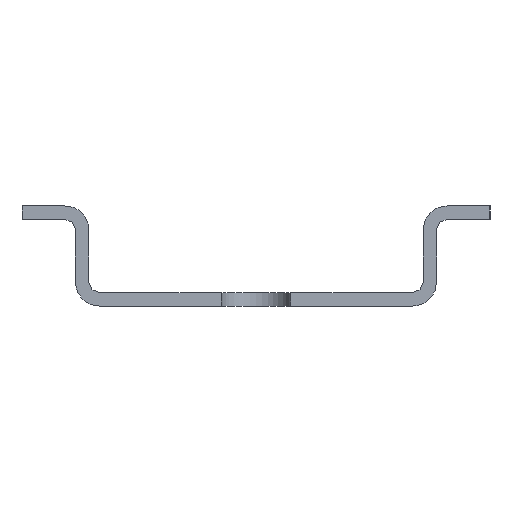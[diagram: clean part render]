
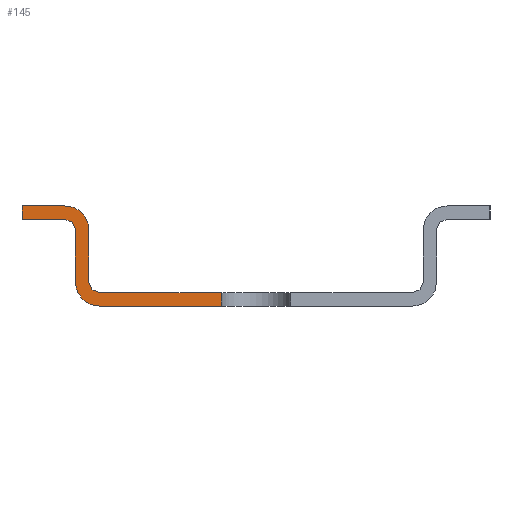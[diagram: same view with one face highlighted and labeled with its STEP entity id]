
A CAD part, left-side view. The second image highlights one B-rep face of the part: STEP entity #145.
In plain terms, the highlighted planar face has unit normal (-1, 0, 0).
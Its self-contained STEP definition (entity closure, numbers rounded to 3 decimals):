
#35=AXIS2_PLACEMENT_3D('Plane Axis2P3D',#32,#33,#34) ;
#32=CARTESIAN_POINT('Axis2P3D Location',(0.,4.,0.)) ;
#37=CARTESIAN_POINT('Line Origine',(0.,20.1,3.75)) ;
#41=CARTESIAN_POINT('Vertex',(0.,20.1,1.)) ;
#43=CARTESIAN_POINT('Vertex',(0.,20.1,0.)) ;
#46=CARTESIAN_POINT('Line Origine',(0.,17.5,1.)) ;
#50=CARTESIAN_POINT('Vertex',(0.,29.2,1.)) ;
#54=CARTESIAN_POINT('Control Point',(0.,29.2,1.)) ;
#55=CARTESIAN_POINT('Control Point',(0.,29.514,1.)) ;
#56=CARTESIAN_POINT('Control Point',(0.,29.832,1.168)) ;
#57=CARTESIAN_POINT('Control Point',(0.,30.,1.486)) ;
#58=CARTESIAN_POINT('Control Point',(0.,30.,1.8)) ;
#59=CARTESIAN_POINT('Vertex',(0.,30.,1.8)) ;
#62=CARTESIAN_POINT('Line Origine',(0.,30.,3.75)) ;
#66=CARTESIAN_POINT('Vertex',(0.,30.,5.7)) ;
#70=CARTESIAN_POINT('Control Point',(0.,31.8,7.5)) ;
#71=CARTESIAN_POINT('Control Point',(0.,31.235,7.5)) ;
#72=CARTESIAN_POINT('Control Point',(0.,30.668,7.279)) ;
#73=CARTESIAN_POINT('Control Point',(0.,30.221,6.832)) ;
#74=CARTESIAN_POINT('Control Point',(0.,30.,6.265)) ;
#75=CARTESIAN_POINT('Control Point',(0.,30.,5.7)) ;
#76=CARTESIAN_POINT('Vertex',(0.,31.8,7.5)) ;
#79=CARTESIAN_POINT('Line Origine',(0.,17.5,7.5)) ;
#83=CARTESIAN_POINT('Vertex',(0.,35.,7.5)) ;
#86=CARTESIAN_POINT('Line Origine',(0.,35.,3.75)) ;
#90=CARTESIAN_POINT('Vertex',(0.,35.,6.5)) ;
#93=CARTESIAN_POINT('Line Origine',(0.,17.5,6.5)) ;
#97=CARTESIAN_POINT('Vertex',(0.,31.8,6.5)) ;
#101=CARTESIAN_POINT('Control Point',(0.,31.8,6.5)) ;
#102=CARTESIAN_POINT('Control Point',(0.,31.486,6.5)) ;
#103=CARTESIAN_POINT('Control Point',(0.,31.168,6.332)) ;
#104=CARTESIAN_POINT('Control Point',(0.,31.,6.014)) ;
#105=CARTESIAN_POINT('Control Point',(0.,31.,5.7)) ;
#106=CARTESIAN_POINT('Vertex',(0.,31.,5.7)) ;
#109=CARTESIAN_POINT('Line Origine',(0.,31.,3.75)) ;
#113=CARTESIAN_POINT('Vertex',(0.,31.,1.8)) ;
#117=CARTESIAN_POINT('Control Point',(0.,29.2,0.)) ;
#118=CARTESIAN_POINT('Control Point',(0.,29.765,0.)) ;
#119=CARTESIAN_POINT('Control Point',(0.,30.332,0.221)) ;
#120=CARTESIAN_POINT('Control Point',(0.,30.779,0.668)) ;
#121=CARTESIAN_POINT('Control Point',(0.,31.,1.235)) ;
#122=CARTESIAN_POINT('Control Point',(0.,31.,1.8)) ;
#123=CARTESIAN_POINT('Vertex',(0.,29.2,0.)) ;
#126=CARTESIAN_POINT('Line Origine',(0.,17.5,0.)) ;
#33=DIRECTION('Axis2P3D Direction',(1.,0.,0.)) ;
#34=DIRECTION('Axis2P3D XDirection',(0.,1.,0.)) ;
#38=DIRECTION('Vector Direction',(0.,0.,1.)) ;
#47=DIRECTION('Vector Direction',(0.,1.,0.)) ;
#63=DIRECTION('Vector Direction',(0.,0.,1.)) ;
#80=DIRECTION('Vector Direction',(0.,1.,0.)) ;
#87=DIRECTION('Vector Direction',(0.,0.,1.)) ;
#94=DIRECTION('Vector Direction',(0.,1.,0.)) ;
#110=DIRECTION('Vector Direction',(0.,0.,1.)) ;
#127=DIRECTION('Vector Direction',(0.,1.,0.)) ;
#39=VECTOR('Line Direction',#38,1.) ;
#48=VECTOR('Line Direction',#47,1.) ;
#64=VECTOR('Line Direction',#63,1.) ;
#81=VECTOR('Line Direction',#80,1.) ;
#88=VECTOR('Line Direction',#87,1.) ;
#95=VECTOR('Line Direction',#94,1.) ;
#111=VECTOR('Line Direction',#110,1.) ;
#128=VECTOR('Line Direction',#127,1.) ;
#132=ORIENTED_EDGE('',*,*,#45,.F.) ;
#133=ORIENTED_EDGE('',*,*,#52,.T.) ;
#134=ORIENTED_EDGE('',*,*,#61,.T.) ;
#135=ORIENTED_EDGE('',*,*,#68,.F.) ;
#136=ORIENTED_EDGE('',*,*,#78,.F.) ;
#137=ORIENTED_EDGE('',*,*,#85,.T.) ;
#138=ORIENTED_EDGE('',*,*,#92,.F.) ;
#139=ORIENTED_EDGE('',*,*,#99,.T.) ;
#140=ORIENTED_EDGE('',*,*,#108,.T.) ;
#141=ORIENTED_EDGE('',*,*,#115,.F.) ;
#142=ORIENTED_EDGE('',*,*,#125,.F.) ;
#143=ORIENTED_EDGE('',*,*,#130,.F.) ;
#145=ADVANCED_FACE('K\X2\00F6\X0\rper.3',(#144),#36,.F.) ;
#53=B_SPLINE_CURVE_WITH_KNOTS('',4,(#54,#55,#56,#57,#58),.UNSPECIFIED.,.F.,.U.,(5,5),(3.77,5.027),.UNSPECIFIED.) ;
#69=B_SPLINE_CURVE_WITH_KNOTS('',5,(#70,#71,#72,#73,#74,#75),.UNSPECIFIED.,.F.,.U.,(6,6),(2.827,5.655),.UNSPECIFIED.) ;
#100=B_SPLINE_CURVE_WITH_KNOTS('',4,(#101,#102,#103,#104,#105),.UNSPECIFIED.,.F.,.U.,(5,5),(1.257,2.513),.UNSPECIFIED.) ;
#116=B_SPLINE_CURVE_WITH_KNOTS('',5,(#117,#118,#119,#120,#121,#122),.UNSPECIFIED.,.F.,.U.,(6,6),(8.482,11.31),.UNSPECIFIED.) ;
#45=EDGE_CURVE('',#42,#44,#40,.F.) ;
#52=EDGE_CURVE('',#42,#51,#49,.T.) ;
#61=EDGE_CURVE('',#51,#60,#53,.T.) ;
#68=EDGE_CURVE('',#67,#60,#65,.F.) ;
#78=EDGE_CURVE('',#77,#67,#69,.T.) ;
#85=EDGE_CURVE('',#77,#84,#82,.T.) ;
#92=EDGE_CURVE('',#91,#84,#89,.T.) ;
#99=EDGE_CURVE('',#91,#98,#96,.F.) ;
#108=EDGE_CURVE('',#98,#107,#100,.T.) ;
#115=EDGE_CURVE('',#114,#107,#112,.T.) ;
#125=EDGE_CURVE('',#124,#114,#116,.T.) ;
#130=EDGE_CURVE('',#44,#124,#129,.T.) ;
#131=EDGE_LOOP('',(#132,#133,#134,#135,#136,#137,#138,#139,#140,#141,#142,#143)) ;
#144=FACE_OUTER_BOUND('',#131,.T.) ;
#40=LINE('Line',#37,#39) ;
#49=LINE('Line',#46,#48) ;
#65=LINE('Line',#62,#64) ;
#82=LINE('Line',#79,#81) ;
#89=LINE('Line',#86,#88) ;
#96=LINE('Line',#93,#95) ;
#112=LINE('Line',#109,#111) ;
#129=LINE('Line',#126,#128) ;
#36=PLANE('',#35) ;
#42=VERTEX_POINT('',#41) ;
#44=VERTEX_POINT('',#43) ;
#51=VERTEX_POINT('',#50) ;
#60=VERTEX_POINT('',#59) ;
#67=VERTEX_POINT('',#66) ;
#77=VERTEX_POINT('',#76) ;
#84=VERTEX_POINT('',#83) ;
#91=VERTEX_POINT('',#90) ;
#98=VERTEX_POINT('',#97) ;
#107=VERTEX_POINT('',#106) ;
#114=VERTEX_POINT('',#113) ;
#124=VERTEX_POINT('',#123) ;
